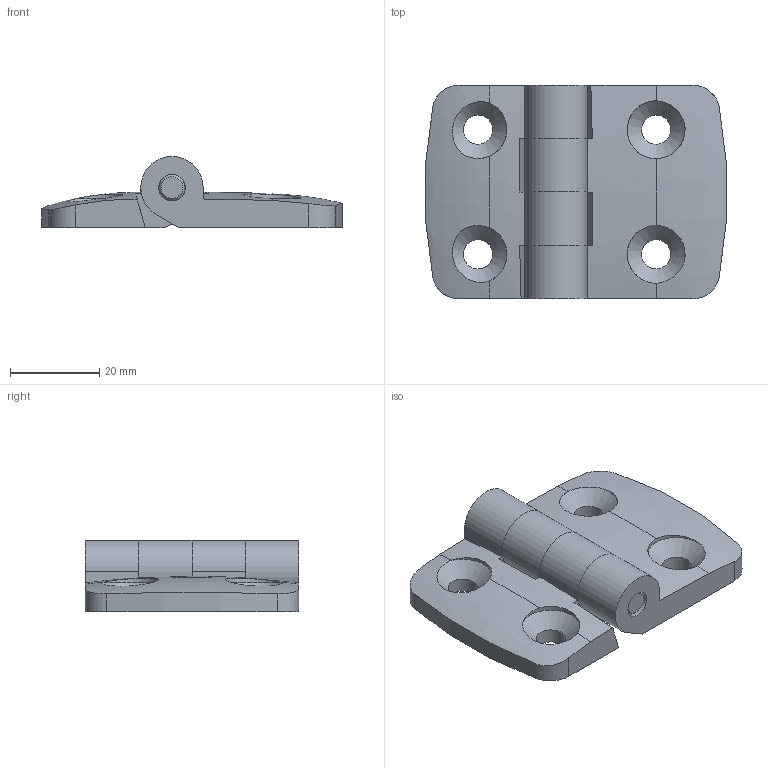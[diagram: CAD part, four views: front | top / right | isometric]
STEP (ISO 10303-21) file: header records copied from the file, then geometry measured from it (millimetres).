
FILE_DESCRIPTION(/* description */ ('STEP AP214'),/* implementation_level */ '2;1');
FILE_NAME(/* name */ '095K3040F00 (0)',/* time_stamp */ '2022-08-16T16:14:22+02:00',/* author */ ('License CC BY-ND 4.0'),/* organization */ ('CADENAS'),/* preprocessor_version */ 'ST-DEVELOPER v18.102',/* originating_system */ 'PARTsolutions',/* authorisation */ ' ');
FILE_SCHEMA (('AUTOMOTIVE_DESIGN {1 0 10303 214 3 1 1}'));
Length unit declared in the file: millimetre
Products named in the file (4): 095K3040F00 (0); 095K3040F00_2; 095K3040F00_pin; 095K3040F00_1
Assembly tree (3 placements, depth 2):
  095K3040F00 (0)
    095K3040F00_2
    095K3040F00_pin
    095K3040F00_1
Bounding box: 67.6 x 48 x 15.96 mm (x, y, z)
Volume: 22288 mm3; surface area: 12057.1 mm2
Topology: 3 solids, 3 shells, 161 faces, 466 edges, 309 vertices
Faces by surface type: plane 101, cylinder 51, cone 5, torus 4
Full cylindrical faces by diameter (mm): 5.9 x1, 6 x4, 6.6 x4
Entity records: 5424 total; most frequent: CARTESIAN_POINT 1073, ORIENTED_EDGE 894, DIRECTION 883, EDGE_CURVE 447, AXIS2_PLACEMENT_3D 309, VERTEX_POINT 304, LINE 265, VECTOR 265
